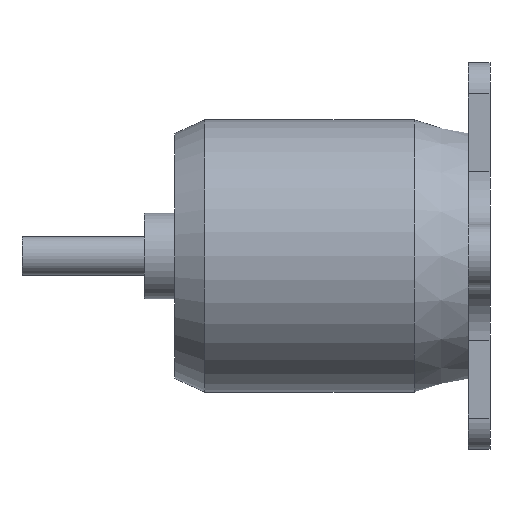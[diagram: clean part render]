
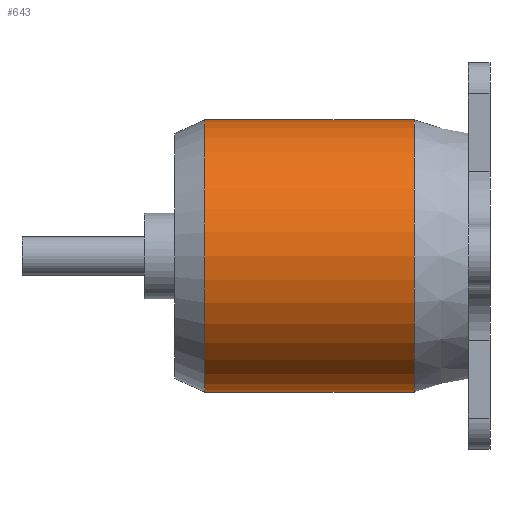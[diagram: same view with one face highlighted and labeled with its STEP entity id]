
A CAD part, left-side view. The second image highlights one B-rep face of the part: STEP entity #643.
In plain terms, the highlighted cylindrical face has radius 17.564 mm (diameter 35.128 mm), a full revolution.
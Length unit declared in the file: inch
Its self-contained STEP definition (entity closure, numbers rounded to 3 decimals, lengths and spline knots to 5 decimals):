
#35=FACE_BOUND('',#166,.T.);
#107=FACE_OUTER_BOUND('',#165,.T.);
#165=EDGE_LOOP('',(#579));
#166=EDGE_LOOP('',(#580));
#288=CIRCLE('',#723,0.6915);
#289=CIRCLE('',#725,0.6915);
#345=VERTEX_POINT('',#1101);
#346=VERTEX_POINT('',#1104);
#426=EDGE_CURVE('',#345,#345,#288,.T.);
#427=EDGE_CURVE('',#346,#346,#289,.T.);
#579=ORIENTED_EDGE('',*,*,#427,.F.);
#580=ORIENTED_EDGE('',*,*,#426,.T.);
#605=CYLINDRICAL_SURFACE('',#724,0.6915);
#643=ADVANCED_FACE('',(#107,#35),#605,.T.);
#723=AXIS2_PLACEMENT_3D('',#1102,#921,#922);
#724=AXIS2_PLACEMENT_3D('',#1103,#923,#924);
#725=AXIS2_PLACEMENT_3D('',#1105,#925,#926);
#921=DIRECTION('center_axis',(0.,-1.,0.));
#922=DIRECTION('ref_axis',(1.,0.,0.));
#923=DIRECTION('center_axis',(0.,-1.,0.));
#924=DIRECTION('ref_axis',(1.,0.,0.));
#925=DIRECTION('center_axis',(0.,-1.,0.));
#926=DIRECTION('ref_axis',(1.,0.,0.));
#1101=CARTESIAN_POINT('',(0.6915,1.34,0.));
#1102=CARTESIAN_POINT('Origin',(0.,1.34,0.));
#1103=CARTESIAN_POINT('Origin',(0.,0.8075,0.));
#1104=CARTESIAN_POINT('',(0.6915,0.275,0.));
#1105=CARTESIAN_POINT('Origin',(0.,0.275,0.));
